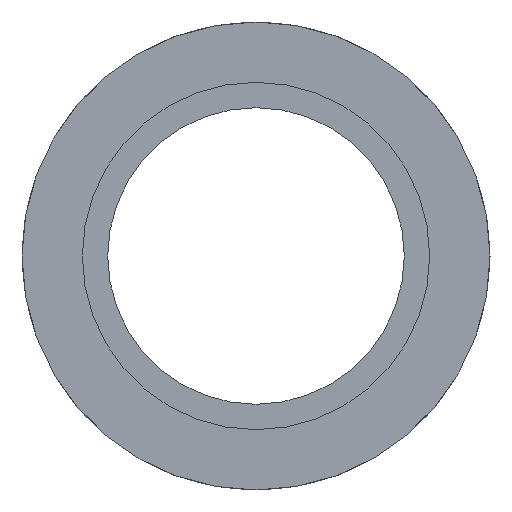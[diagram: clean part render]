
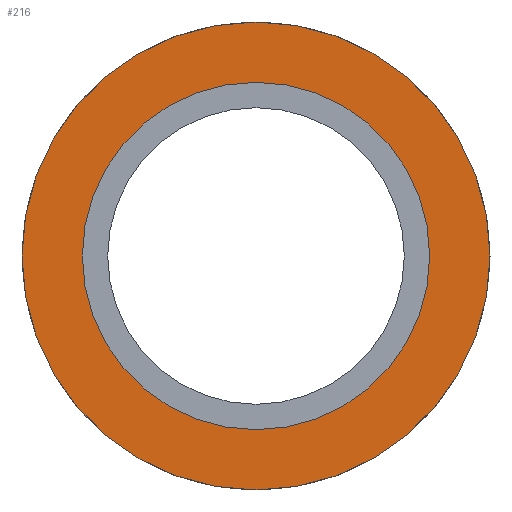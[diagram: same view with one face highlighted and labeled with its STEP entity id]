
A CAD part, left-side view. The second image highlights one B-rep face of the part: STEP entity #216.
In plain terms, the highlighted face is planar.
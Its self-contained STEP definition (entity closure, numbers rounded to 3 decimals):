
#61 = CARTESIAN_POINT ( 'NONE',  ( 0., 0., -35.25 ) ) ;
#66 = DIRECTION ( 'NONE',  ( 0., 0., 1. ) ) ;
#88 = EDGE_LOOP ( 'NONE', ( #748 ) ) ;
#90 = DIRECTION ( 'NONE',  ( 0., 0., -1. ) ) ;
#216 = ADVANCED_FACE ( 'NONE', ( #582, #510 ), #217, .T. ) ;
#217 = PLANE ( 'NONE',  #798 ) ;
#218 = DIRECTION ( 'NONE',  ( 0., -1., 0. ) ) ;
#228 = CARTESIAN_POINT ( 'NONE',  ( 0., 0., 0. ) ) ;
#243 = CARTESIAN_POINT ( 'NONE',  ( 0., 0., 0. ) ) ;
#306 = DIRECTION ( 'NONE',  ( 0., 1., 0. ) ) ;
#312 = VERTEX_POINT ( 'NONE', #61 ) ;
#332 = DIRECTION ( 'NONE',  ( 0., 1., 0. ) ) ;
#364 = EDGE_LOOP ( 'NONE', ( #434 ) ) ;
#402 = DIRECTION ( 'NONE',  ( 0., 0., -1. ) ) ;
#412 = CIRCLE ( 'NONE', #715, 35.25 ) ;
#434 = ORIENTED_EDGE ( 'NONE', *, *, #619, .T. ) ;
#502 = AXIS2_PLACEMENT_3D ( 'NONE', #243, #332, #90 ) ;
#510 = FACE_OUTER_BOUND ( 'NONE', #88, .T. ) ;
#553 = CARTESIAN_POINT ( 'NONE',  ( 0., 0., 0. ) ) ;
#582 = FACE_BOUND ( 'NONE', #364, .T. ) ;
#619 = EDGE_CURVE ( 'NONE', #312, #312, #412, .T. ) ;
#713 = VERTEX_POINT ( 'NONE', #926 ) ;
#715 = AXIS2_PLACEMENT_3D ( 'NONE', #553, #218, #402 ) ;
#748 = ORIENTED_EDGE ( 'NONE', *, *, #959, .T. ) ;
#791 = CIRCLE ( 'NONE', #502, 47.5 ) ;
#798 = AXIS2_PLACEMENT_3D ( 'NONE', #228, #306, #66 ) ;
#926 = CARTESIAN_POINT ( 'NONE',  ( 0., 0., -47.5 ) ) ;
#959 = EDGE_CURVE ( 'NONE', #713, #713, #791, .T. ) ;
